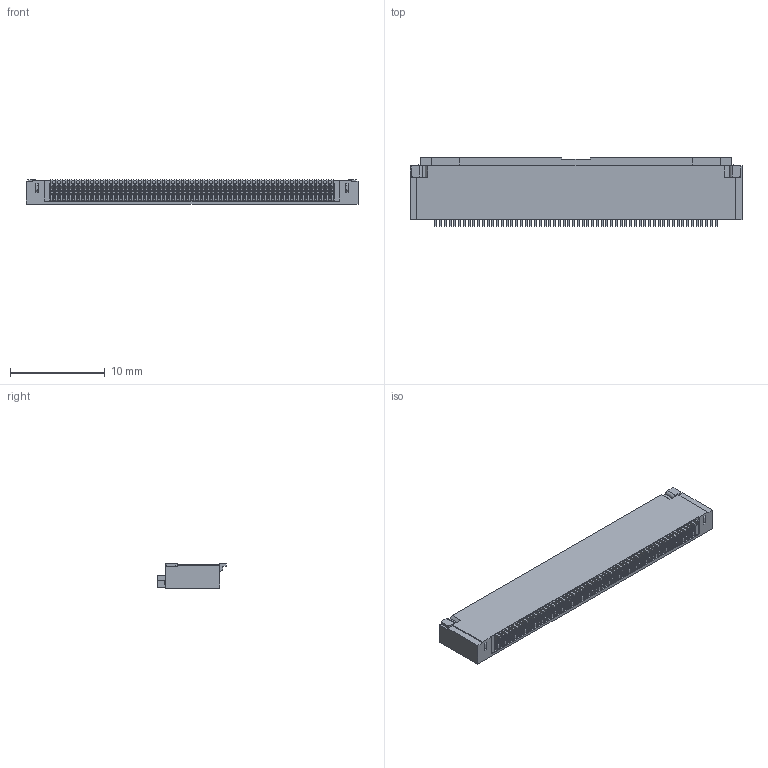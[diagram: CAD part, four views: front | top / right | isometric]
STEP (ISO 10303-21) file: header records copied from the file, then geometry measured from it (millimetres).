
FILE_DESCRIPTION((''),'2;1');
FILE_NAME('FPC05-255H-COVER-60P_ASM','2022-12-19T16:02:24',('Administrator'),(''),'CREO PARAMETRIC BY PTC INC, 2020033','CREO PARAMETRIC BY PTC INC, 2020033','');
FILE_SCHEMA(('CONFIG_CONTROL_DESIGN'));
Products named in the file (1): FPC05-255H-COVER-60P_ASM
Bounding box: 34.95 x 7.25 x 2.55 mm (x, y, z)
Volume: 352.5 mm3; surface area: 2323.8 mm2
Topology: 1 solids, 1 shells, 5153 faces, 15813 edges, 10237 vertices
Faces by surface type: plane 2749, cylinder 2162, sphere 120, torus 120, bspline 2
Entity records: 178590 total; most frequent: CARTESIAN_POINT 34067, ORIENTED_EDGE 31626, DIRECTION 29882, EDGE_CURVE 15813, VECTOR 10818, LINE 10818, VERTEX_POINT 10237, AXIS2_PLACEMENT_3D 9532
